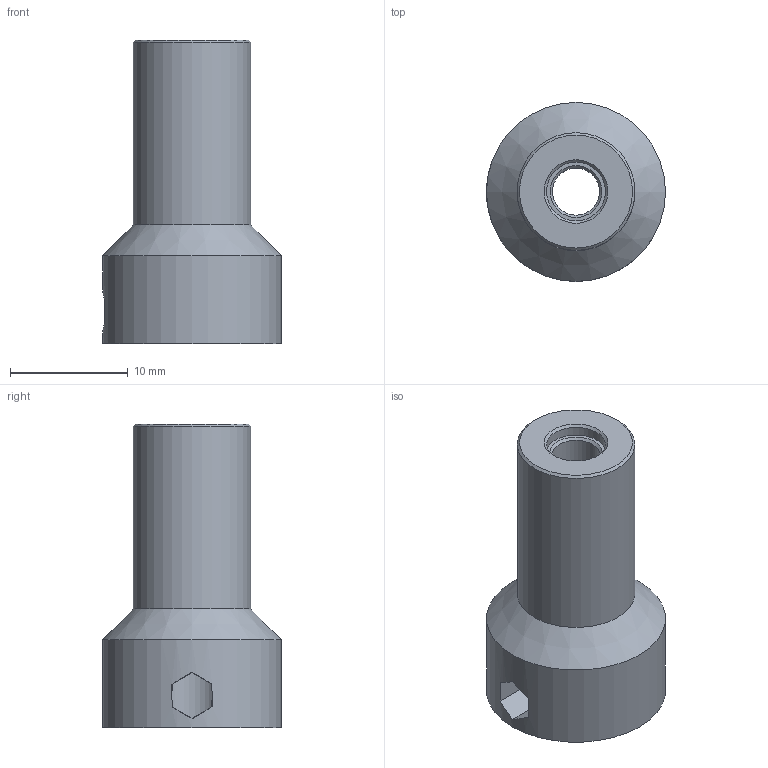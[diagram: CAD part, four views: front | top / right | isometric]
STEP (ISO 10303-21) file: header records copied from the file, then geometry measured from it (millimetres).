
FILE_DESCRIPTION(/* description */ (''),/* implementation_level */ '2;1');
FILE_NAME(/* name */ 'M3 Stepper Motor Coupler.step',/* time_stamp */ '2022-02-09T18:54:07+01:00',/* author */ (''),/* organization */ (''),/* preprocessor_version */ 'ST-DEVELOPER v18.1',/* originating_system */ 'Autodesk Translation Framework v10.10.0.1391',/* authorisation */ '');
FILE_SCHEMA (('AUTOMOTIVE_DESIGN { 1 0 10303 214 3 1 1 }'));
Length unit declared in the file: millimetre
Products named in the file (1): M3 Stepper Motor Coupler
Bounding box: 15.2 x 15.2 x 25.8 mm (x, y, z)
Volume: 2376.9 mm3; surface area: 1690.6 mm2
Topology: 1 solids, 1 shells, 32 faces, 86 edges, 56 vertices
Faces by surface type: plane 22, cone 5, cylinder 5
Full cylindrical faces by diameter (mm): 4 x1, 5 x1, 10 x1, 15.2 x1
Entity records: 1044 total; most frequent: CARTESIAN_POINT 183, DIRECTION 173, ORIENTED_EDGE 172, EDGE_CURVE 86, AXIS2_PLACEMENT_3D 58, LINE 57, VECTOR 57, VERTEX_POINT 56
